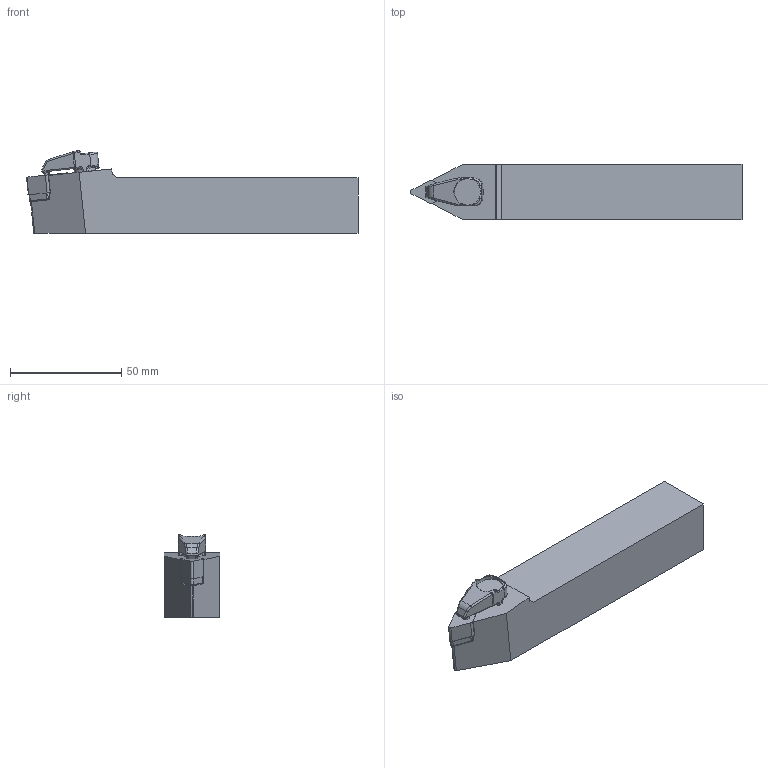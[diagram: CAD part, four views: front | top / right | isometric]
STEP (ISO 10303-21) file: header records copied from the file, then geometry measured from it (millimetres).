
FILE_DESCRIPTION (( 'STEP AP214' ), '1' );
FILE_NAME ('CDNNN-2525-M1107C-LIGHT.STP', '2023-10-26T07:58:28', ( '' ), ( '' ), 'SwSTEP 2.0', 'SolidWorks 2018', '' );
FILE_SCHEMA (( 'AUTOMOTIVE_DESIGN' ));
Length unit declared in the file: millimetre
Products named in the file (1): CDNNN-2525-M1107C-LIGHT
Bounding box: 149.07 x 25 x 37.23 mm (x, y, z)
Volume: 88210.3 mm3; surface area: 16844.5 mm2
Topology: 2 solids, 3 shells, 227 faces, 570 edges, 345 vertices
Faces by surface type: cylinder 86, plane 74, torus 26, bspline 24, cone 15, sphere 2
Entity records: 10208 total; most frequent: CARTESIAN_POINT 2413, ORIENTED_EDGE 1128, DIRECTION 1090, EDGE_CURVE 564, AXIS2_PLACEMENT_3D 414, VERTEX_POINT 345, LINE 262, VECTOR 262
